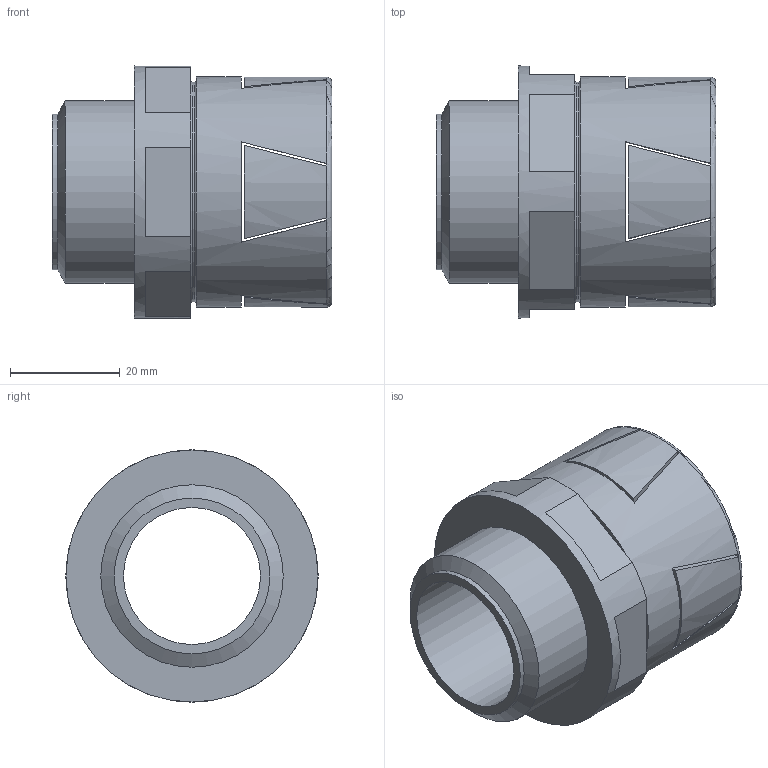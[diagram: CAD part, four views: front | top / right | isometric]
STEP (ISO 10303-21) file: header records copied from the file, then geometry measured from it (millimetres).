
FILE_DESCRIPTION( ( 'STEP AP203' ), '1' );
FILE_NAME( 'FLEXA RQLG1-N 5715.034.210.stp', '2020-03-24T08:27:34', ( 'License CC BY-ND 4.0' ), ( 'CADENAS' ), ' ', 'PARTsolutions', ' ' );
FILE_SCHEMA( ( 'CONFIG_CONTROL_DESIGN' ) );
Length unit declared in the file: millimetre
Products named in the file (1): _FLEXA RQLG1-N 5715.034.210
Bounding box: 51 x 46 x 46 mm (x, y, z)
Volume: 25216.9 mm3; surface area: 15114.9 mm2
Topology: 1 solids, 1 shells, 65 faces, 181 edges, 117 vertices
Faces by surface type: plane 50, cylinder 11, torus 3, cone 1
Full cylindrical faces by diameter (mm): 25 x1, 28.4 x1, 33.3 x1, 34.5 x1, 40 x1, 42 x1, 46 x1
Entity records: 2084 total; most frequent: CARTESIAN_POINT 388, DIRECTION 370, ORIENTED_EDGE 326, EDGE_CURVE 163, AXIS2_PLACEMENT_3D 157, VERTEX_POINT 111, EDGE_LOOP 86, FACE_OUTER_BOUND 75
